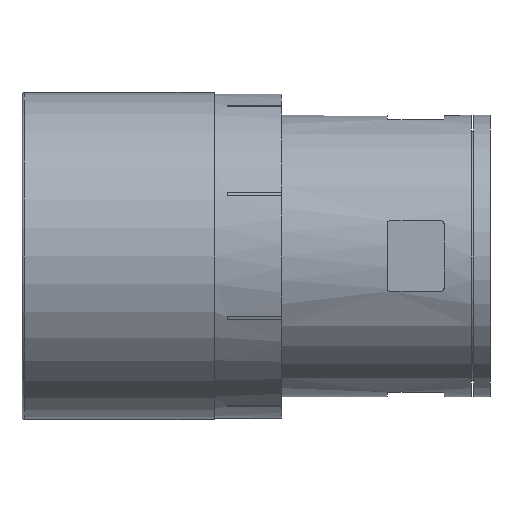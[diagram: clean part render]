
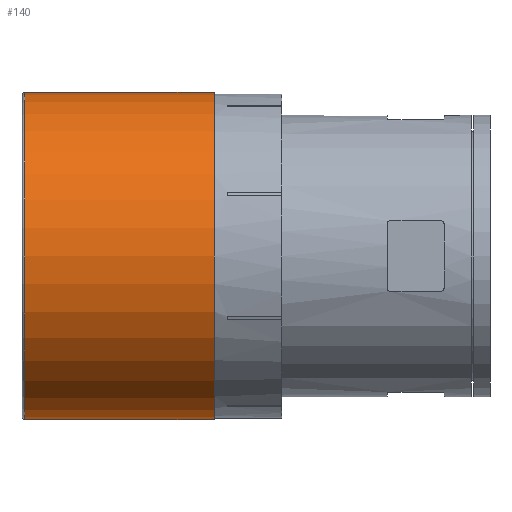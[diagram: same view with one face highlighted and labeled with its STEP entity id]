
A CAD part, front view. The second image highlights one B-rep face of the part: STEP entity #140.
In plain terms, the highlighted cylindrical face has radius 30.24 mm (diameter 60.48 mm), a full revolution.
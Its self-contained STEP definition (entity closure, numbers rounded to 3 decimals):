
#140 = ADVANCED_FACE( '', ( #297, #298 ), #299, .T. );
#297 = FACE_OUTER_BOUND( '', #455, .T. );
#298 = FACE_OUTER_BOUND( '', #456, .T. );
#299 = CYLINDRICAL_SURFACE( '', #457, 30.24 );
#455 = EDGE_LOOP( '', ( #965 ) );
#456 = EDGE_LOOP( '', ( #966 ) );
#457 = AXIS2_PLACEMENT_3D( '', #967, #968, #969 );
#965 = ORIENTED_EDGE( '', *, *, #1109, .F. );
#966 = ORIENTED_EDGE( '', *, *, #1126, .T. );
#967 = CARTESIAN_POINT( '', ( 43.25, 0., 0. ) );
#968 = DIRECTION( '', ( -1., 0., 0. ) );
#969 = DIRECTION( '', ( 0., 0., -1. ) );
#1109 = EDGE_CURVE( '', #1373, #1373, #1374, .T. );
#1126 = EDGE_CURVE( '', #1399, #1399, #1400, .T. );
#1373 = VERTEX_POINT( '', #1807 );
#1374 = CIRCLE( '', #1808, 30.24 );
#1399 = VERTEX_POINT( '', #1841 );
#1400 = CIRCLE( '', #1842, 30.24 );
#1807 = CARTESIAN_POINT( '', ( -7.75, 0., -30.24 ) );
#1808 = AXIS2_PLACEMENT_3D( '', #2044, #2045, #2046 );
#1841 = CARTESIAN_POINT( '', ( -42.75, 0., -30.24 ) );
#1842 = AXIS2_PLACEMENT_3D( '', #2079, #2080, #2081 );
#2044 = CARTESIAN_POINT( '', ( -7.75, 0., 0. ) );
#2045 = DIRECTION( '', ( 1., 0., 0. ) );
#2046 = DIRECTION( '', ( 0., 0., -1. ) );
#2079 = CARTESIAN_POINT( '', ( -42.75, 0., 0. ) );
#2080 = DIRECTION( '', ( 1., 0., 0. ) );
#2081 = DIRECTION( '', ( 0., 0., -1. ) );
